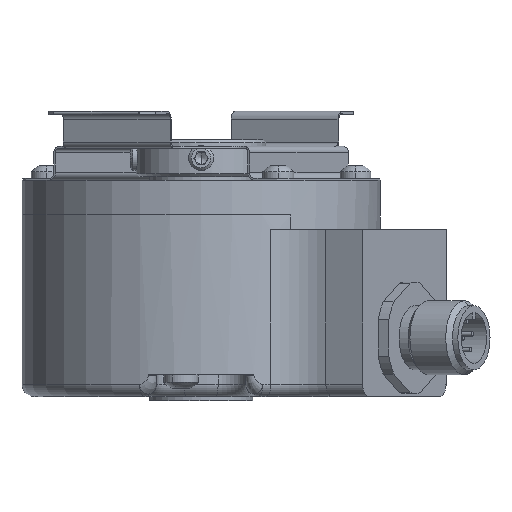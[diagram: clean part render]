
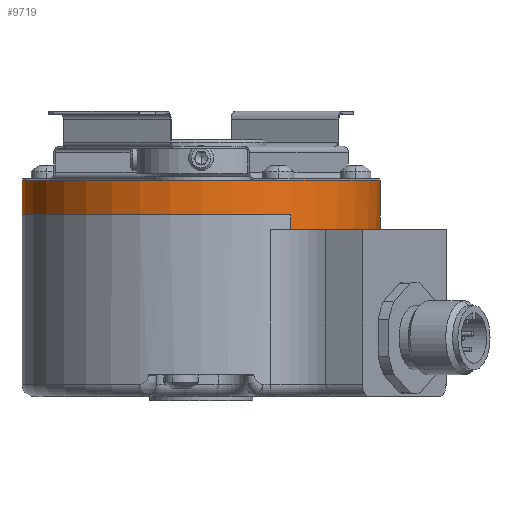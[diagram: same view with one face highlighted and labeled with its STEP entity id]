
A CAD part, front view. The second image highlights one B-rep face of the part: STEP entity #9719.
In plain terms, the highlighted cylindrical face has radius 29 mm (diameter 58 mm), a partial arc.
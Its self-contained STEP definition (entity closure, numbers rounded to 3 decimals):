
#66=DIRECTION('',(0.,0.,-1.));
#67=VECTOR('',#66,2.4);
#68=CARTESIAN_POINT('',(14.5,-25.115,12.4));
#69=LINE('',#68,#67);
#170=CARTESIAN_POINT('',(0.,0.,12.4));
#171=DIRECTION('',(0.,0.,1.));
#172=DIRECTION('',(1.,0.,0.));
#173=AXIS2_PLACEMENT_3D('',#170,#171,#172);
#175=DIRECTION('',(0.,0.,1.));
#176=VECTOR('',#175,5.6);
#177=CARTESIAN_POINT('',(29.,0.,12.4));
#178=LINE('',#177,#176);
#179=DIRECTION('',(0.,0.,-1.));
#180=VECTOR('',#179,27.4);
#181=CARTESIAN_POINT('',(-14.5,25.115,12.4));
#182=LINE('',#181,#180);
#183=CARTESIAN_POINT('',(18.616,22.236,-15.));
#184=CARTESIAN_POINT('',(18.637,22.218,-15.004));
#185=CARTESIAN_POINT('',(18.683,22.18,-14.993));
#186=CARTESIAN_POINT('',(18.755,22.119,-14.981));
#187=CARTESIAN_POINT('',(18.83,22.055,-14.957));
#188=CARTESIAN_POINT('',(18.908,21.988,-14.924));
#189=CARTESIAN_POINT('',(18.989,21.918,-14.881));
#190=CARTESIAN_POINT('',(19.071,21.847,-14.827));
#191=CARTESIAN_POINT('',(19.155,21.774,-14.762));
#192=CARTESIAN_POINT('',(19.236,21.702,-14.687));
#193=CARTESIAN_POINT('',(19.315,21.632,-14.603));
#194=CARTESIAN_POINT('',(19.389,21.566,-14.511));
#195=CARTESIAN_POINT('',(19.456,21.505,-14.414));
#196=CARTESIAN_POINT('',(19.516,21.451,-14.314));
#197=CARTESIAN_POINT('',(19.567,21.404,-14.213));
#198=CARTESIAN_POINT('',(19.61,21.365,-14.112));
#199=CARTESIAN_POINT('',(19.645,21.332,-14.014));
#200=CARTESIAN_POINT('',(19.673,21.307,-13.918));
#201=CARTESIAN_POINT('',(19.693,21.288,-13.826));
#202=CARTESIAN_POINT('',(19.707,21.275,-13.737));
#203=CARTESIAN_POINT('',(19.715,21.268,-13.651));
#204=CARTESIAN_POINT('',(19.718,21.265,-13.596));
#205=CARTESIAN_POINT('',(19.717,21.266,-13.57));
#207=CARTESIAN_POINT('',(28.565,5.004,-15.));
#208=CARTESIAN_POINT('',(28.56,5.031,-15.004));
#209=CARTESIAN_POINT('',(28.55,5.09,-14.993));
#210=CARTESIAN_POINT('',(28.533,5.183,-14.981));
#211=CARTESIAN_POINT('',(28.515,5.28,-14.957));
#212=CARTESIAN_POINT('',(28.496,5.381,-14.924));
#213=CARTESIAN_POINT('',(28.476,5.486,-14.881));
#214=CARTESIAN_POINT('',(28.456,5.593,-14.827));
#215=CARTESIAN_POINT('',(28.434,5.701,-14.762));
#216=CARTESIAN_POINT('',(28.412,5.808,-14.687));
#217=CARTESIAN_POINT('',(28.391,5.911,-14.603));
#218=CARTESIAN_POINT('',(28.371,6.008,-14.511));
#219=CARTESIAN_POINT('',(28.352,6.097,-14.414));
#220=CARTESIAN_POINT('',(28.335,6.175,-14.314));
#221=CARTESIAN_POINT('',(28.32,6.243,-14.213));
#222=CARTESIAN_POINT('',(28.307,6.301,-14.112));
#223=CARTESIAN_POINT('',(28.297,6.347,-14.014));
#224=CARTESIAN_POINT('',(28.289,6.384,-13.918));
#225=CARTESIAN_POINT('',(28.283,6.411,-13.826));
#226=CARTESIAN_POINT('',(28.278,6.43,-13.737));
#227=CARTESIAN_POINT('',(28.276,6.44,-13.651));
#228=CARTESIAN_POINT('',(28.275,6.444,-13.596));
#229=CARTESIAN_POINT('',(28.275,6.443,-13.57));
#231=DIRECTION('',(0.,0.,-1.));
#232=VECTOR('',#231,25.);
#233=CARTESIAN_POINT('',(28.781,3.561,10.));
#234=LINE('',#233,#232);
#235=CARTESIAN_POINT('',(0.,0.,12.4));
#236=DIRECTION('',(0.,0.,1.));
#237=DIRECTION('',(-1.,0.,0.));
#238=AXIS2_PLACEMENT_3D('',#235,#236,#237);
#240=DIRECTION('',(0.,0.,1.));
#241=VECTOR('',#240,5.6);
#242=CARTESIAN_POINT('',(-29.,0.,12.4));
#243=LINE('',#242,#241);
#244=CARTESIAN_POINT('',(0.,0.,-15.));
#245=DIRECTION('',(0.,0.,-1.));
#246=DIRECTION('',(-0.5,0.866,0.));
#247=AXIS2_PLACEMENT_3D('',#244,#245,#246);
#963=CARTESIAN_POINT('',(0.,0.,18.));
#964=DIRECTION('',(0.,0.,1.));
#965=DIRECTION('',(-1.,0.,0.));
#966=AXIS2_PLACEMENT_3D('',#963,#964,#965);
#3024=CARTESIAN_POINT('',(0.,0.,-13.5));
#3025=DIRECTION('',(0.,0.,1.));
#3026=DIRECTION('',(0.975,0.222,0.));
#3027=AXIS2_PLACEMENT_3D('',#3024,#3025,#3026);
#3086=DIRECTION('',(0.,0.,1.));
#3087=VECTOR('',#3086,0.07);
#3088=CARTESIAN_POINT('',(19.717,21.266,-13.57));
#3089=LINE('',#3088,#3087);
#3279=CARTESIAN_POINT('',(0.,0.,-15.));
#3280=DIRECTION('',(0.,0.,-1.));
#3281=DIRECTION('',(0.985,0.173,0.));
#3282=AXIS2_PLACEMENT_3D('',#3279,#3280,#3281);
#3308=CARTESIAN_POINT('',(0.,0.,10.));
#3309=DIRECTION('',(0.,0.,-1.));
#3310=DIRECTION('',(0.992,0.123,0.));
#3311=AXIS2_PLACEMENT_3D('',#3308,#3309,#3310);
#3349=DIRECTION('',(0.,0.,-1.));
#3350=VECTOR('',#3349,0.07);
#3351=CARTESIAN_POINT('',(28.275,6.443,-13.5));
#3352=LINE('',#3351,#3350);
#7894=CARTESIAN_POINT('',(29.,0.,18.));
#7895=CARTESIAN_POINT('',(-29.,0.,18.));
#7896=VERTEX_POINT('',#7894);
#7897=VERTEX_POINT('',#7895);
#9024=CARTESIAN_POINT('',(28.781,3.561,10.));
#9025=CARTESIAN_POINT('',(14.5,-25.115,10.));
#9026=VERTEX_POINT('',#9024);
#9027=VERTEX_POINT('',#9025);
#9030=CARTESIAN_POINT('',(28.275,6.443,-13.5));
#9031=CARTESIAN_POINT('',(19.717,21.266,-13.5));
#9032=VERTEX_POINT('',#9030);
#9033=VERTEX_POINT('',#9031);
#9052=CARTESIAN_POINT('',(28.781,3.561,-15.));
#9053=VERTEX_POINT('',#9052);
#9056=CARTESIAN_POINT('',(28.565,5.004,-15.));
#9057=VERTEX_POINT('',#9056);
#9074=CARTESIAN_POINT('',(-14.5,25.115,-15.));
#9075=CARTESIAN_POINT('',(18.616,22.236,-15.));
#9076=VERTEX_POINT('',#9074);
#9077=VERTEX_POINT('',#9075);
#9176=VERTEX_POINT('',#229);
#9180=CARTESIAN_POINT('',(19.717,21.266,-13.57));
#9181=VERTEX_POINT('',#9180);
#9202=CARTESIAN_POINT('',(29.,0.,12.4));
#9203=CARTESIAN_POINT('',(-14.5,25.115,12.4));
#9204=VERTEX_POINT('',#9202);
#9205=VERTEX_POINT('',#9203);
#9206=CARTESIAN_POINT('',(-29.,0.,12.4));
#9207=CARTESIAN_POINT('',(14.5,-25.115,12.4));
#9208=VERTEX_POINT('',#9206);
#9209=VERTEX_POINT('',#9207);
#9686=CARTESIAN_POINT('',(0.,0.,0.));
#9687=DIRECTION('',(0.,0.,1.));
#9688=DIRECTION('',(1.,0.,0.));
#9689=AXIS2_PLACEMENT_3D('',#9686,#9687,#9688);
#9690=CYLINDRICAL_SURFACE('',#9689,29.);
#9691=ORIENTED_EDGE('',*,*,#9679,.F.);
#9692=ORIENTED_EDGE('',*,*,#9677,.T.);
#9693=ORIENTED_EDGE('',*,*,#9675,.T.);
#9695=ORIENTED_EDGE('',*,*,#9694,.T.);
#9697=ORIENTED_EDGE('',*,*,#9696,.T.);
#9699=ORIENTED_EDGE('',*,*,#9698,.T.);
#9701=ORIENTED_EDGE('',*,*,#9700,.F.);
#9703=ORIENTED_EDGE('',*,*,#9702,.T.);
#9705=ORIENTED_EDGE('',*,*,#9704,.F.);
#9707=ORIENTED_EDGE('',*,*,#9706,.T.);
#9709=ORIENTED_EDGE('',*,*,#9708,.F.);
#9711=ORIENTED_EDGE('',*,*,#9710,.T.);
#9712=ORIENTED_EDGE('',*,*,#9644,.F.);
#9713=ORIENTED_EDGE('',*,*,#9642,.F.);
#9714=ORIENTED_EDGE('',*,*,#9640,.T.);
#9716=ORIENTED_EDGE('',*,*,#9715,.T.);
#9717=EDGE_LOOP('',(#9691,#9692,#9693,#9695,#9697,#9699,#9701,#9703,#9705,#9707,
#9709,#9711,#9712,#9713,#9714,#9716));
#9718=FACE_OUTER_BOUND('',#9717,.F.);
#174=CIRCLE('',#173,29.);
#206=B_SPLINE_CURVE_WITH_KNOTS('',3,(#183,#184,#185,#186,#187,#188,#189,#190,
#191,#192,#193,#194,#195,#196,#197,#198,#199,#200,#201,#202,#203,#204,#205),
.UNSPECIFIED.,.F.,.F.,(4,1,1,1,1,1,1,1,1,1,1,1,1,1,1,1,1,1,1,1,4),(0.,0.05,
0.1,0.15,0.2,0.25,0.3,0.35,0.4,0.45,0.5,0.55,0.6,0.65,
0.7,0.75,0.8,0.85,0.9,0.95,1.),.UNSPECIFIED.);
#230=B_SPLINE_CURVE_WITH_KNOTS('',3,(#207,#208,#209,#210,#211,#212,#213,#214,
#215,#216,#217,#218,#219,#220,#221,#222,#223,#224,#225,#226,#227,#228,#229),
.UNSPECIFIED.,.F.,.F.,(4,1,1,1,1,1,1,1,1,1,1,1,1,1,1,1,1,1,1,1,4),(0.,0.05,
0.1,0.15,0.2,0.25,0.3,0.35,0.4,0.45,0.5,0.55,0.6,0.65,
0.7,0.75,0.8,0.85,0.9,0.95,1.),.UNSPECIFIED.);
#239=CIRCLE('',#238,29.);
#248=CIRCLE('',#247,29.);
#967=CIRCLE('',#966,29.);
#3028=CIRCLE('',#3027,29.);
#3283=CIRCLE('',#3282,29.);
#3312=CIRCLE('',#3311,29.);
#9640=EDGE_CURVE('',#9208,#7897,#243,.T.);
#9642=EDGE_CURVE('',#9208,#9209,#239,.T.);
#9644=EDGE_CURVE('',#9209,#9027,#69,.T.);
#9675=EDGE_CURVE('',#9205,#9076,#182,.T.);
#9677=EDGE_CURVE('',#9204,#9205,#174,.T.);
#9679=EDGE_CURVE('',#9204,#7896,#178,.T.);
#9694=EDGE_CURVE('',#9076,#9077,#248,.T.);
#9696=EDGE_CURVE('',#9077,#9181,#206,.T.);
#9698=EDGE_CURVE('',#9181,#9033,#3089,.T.);
#9700=EDGE_CURVE('',#9032,#9033,#3028,.T.);
#9702=EDGE_CURVE('',#9032,#9176,#3352,.T.);
#9704=EDGE_CURVE('',#9057,#9176,#230,.T.);
#9706=EDGE_CURVE('',#9057,#9053,#3283,.T.);
#9708=EDGE_CURVE('',#9026,#9053,#234,.T.);
#9710=EDGE_CURVE('',#9026,#9027,#3312,.T.);
#9715=EDGE_CURVE('',#7897,#7896,#967,.T.);
#9719=ADVANCED_FACE('',(#9718),#9690,.T.);
